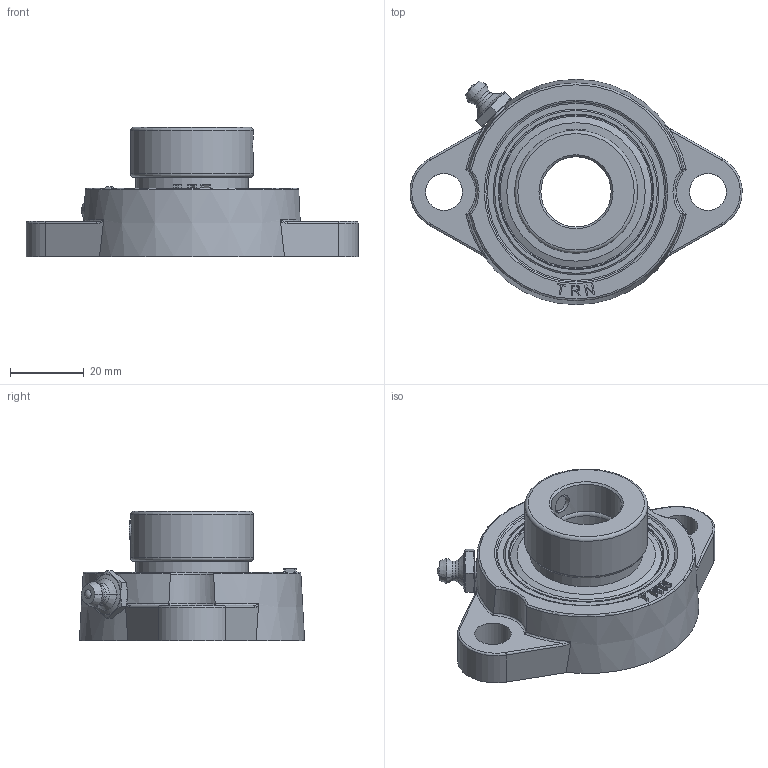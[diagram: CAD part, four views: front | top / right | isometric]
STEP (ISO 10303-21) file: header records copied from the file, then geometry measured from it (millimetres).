
FILE_DESCRIPTION(/* description */ ('Alibre Inc.'),/* implementation_level */ '2;1');
FILE_NAME(/* name */ 'export0',/* time_stamp */ '2015-12-02T08:38:25-08:00',/* author */ (''),/* organization */ (''),/* preprocessor_version */ 'ST-DEVELOPER v12',/* originating_system */ 'Alibre',/* authorisation */ '');
FILE_SCHEMA (('AUTOMOTIVE_DESIGN'));
Length unit declared in the file: inch
Products named in the file (8): 3
Bounding box: 89.93 x 61 x 34.97 mm (x, y, z)
Volume: 46454.7 mm3; surface area: 27155.2 mm2
Topology: 8 solids, 8 shells, 222 faces, 525 edges, 328 vertices
Faces by surface type: plane 87, cylinder 41, cone 35, torus 28, bspline 24, sphere 7
Full cylindrical faces by diameter (mm): 5 x2, 5.359 x3, 10 x2, 19.05 x2, 28.931 x2, 30.48 x3, 33.299 x1, 40.122 x1, 42.154 x2, 48.709 x1
Entity records: 7626 total; most frequent: CARTESIAN_POINT 3062, ORIENTED_EDGE 902, DIRECTION 777, EDGE_CURVE 451, AXIS2_PLACEMENT_3D 352, VERTEX_POINT 307, FACE_BOUND 284, EDGE_LOOP 283
